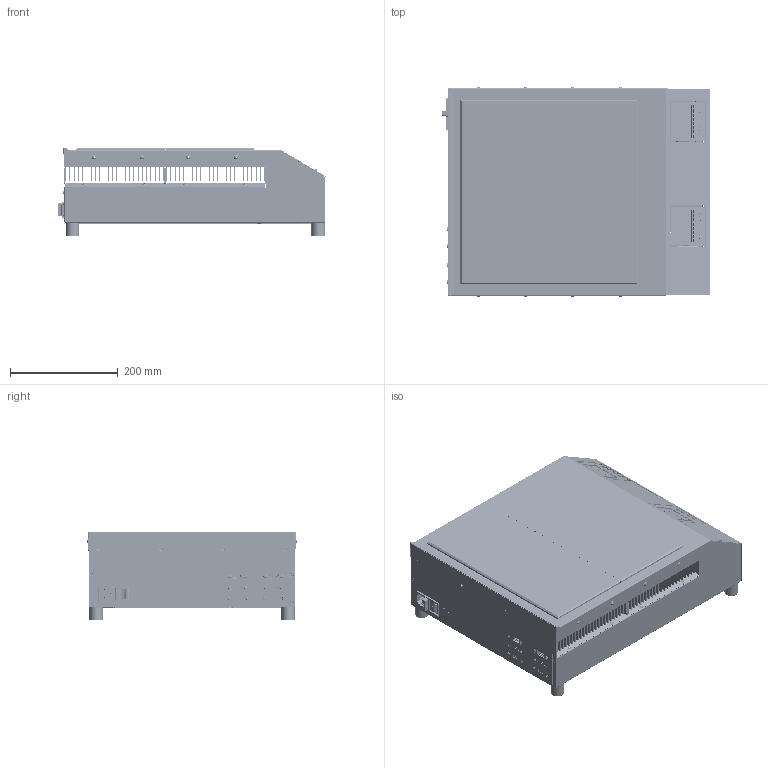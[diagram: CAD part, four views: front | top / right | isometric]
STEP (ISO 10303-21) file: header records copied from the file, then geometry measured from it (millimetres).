
FILE_DESCRIPTION (( 'STEP AP203' ), '1' );
FILE_NAME ('AHP-1200DCP.STEP', '2016-06-15T19:16:16', ( '' ), ( '' ), 'SwSTEP 2.0', 'SolidWorks 2016', '' );
FILE_SCHEMA (( 'CONFIG_CONTROL_DESIGN' ));
Products named in the file (1): AHP-1200DCP
Bounding box: 498.86 x 389.9 x 165.32 mm (x, y, z)
Surface area: 2589834.8 mm2 (no closed solid volume)
Topology: 0 solids, 235 shells, 2992 faces, 14006 edges, 11074 vertices
Faces by surface type: plane 1387, cylinder 1343, cone 83, bspline 73, sphere 66, torus 40
Entity records: 150988 total; most frequent: CARTESIAN_POINT 38765, DIRECTION 23737, ORIENTED_EDGE 19161, EDGE_CURVE 14006, VERTEX_POINT 11074, AXIS2_PLACEMENT_3D 7928, LINE 7881, VECTOR 7881
